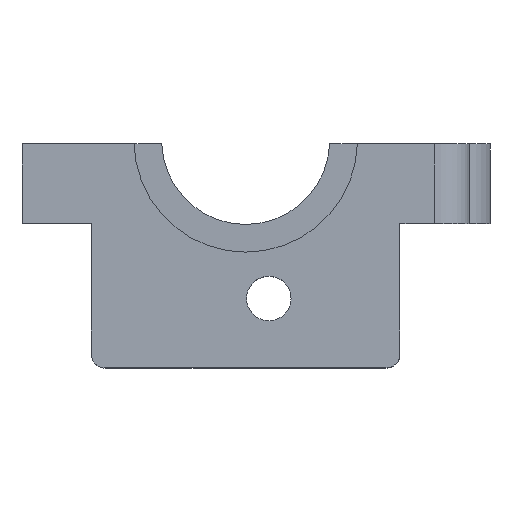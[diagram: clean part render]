
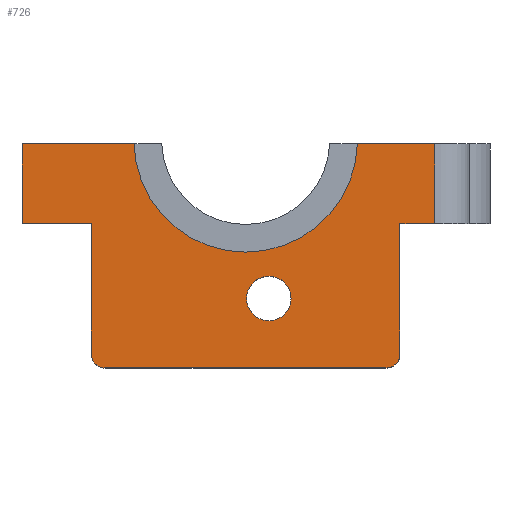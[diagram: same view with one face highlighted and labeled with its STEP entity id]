
A CAD part, top view. The second image highlights one B-rep face of the part: STEP entity #726.
In plain terms, the highlighted planar face has unit normal (0, 0, 1).
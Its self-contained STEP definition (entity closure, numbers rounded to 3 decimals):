
#23=FACE_BOUND('',#99,.T.);
#33=PLANE('',#788);
#59=FACE_OUTER_BOUND('',#98,.T.);
#98=EDGE_LOOP('',(#540,#541,#542,#543,#544,#545,#546,#547,#548,#549,#550,
#551));
#99=EDGE_LOOP('',(#552));
#134=LINE('',#1060,#208);
#139=LINE('',#1072,#213);
#153=LINE('',#1108,#227);
#162=LINE('',#1135,#236);
#163=LINE('',#1137,#237);
#164=LINE('',#1139,#238);
#165=LINE('',#1141,#239);
#166=LINE('',#1145,#240);
#167=LINE('',#1148,#241);
#208=VECTOR('',#846,10.);
#213=VECTOR('',#857,10.);
#227=VECTOR('',#885,10.);
#236=VECTOR('',#908,10.);
#237=VECTOR('',#909,10.);
#238=VECTOR('',#910,10.);
#239=VECTOR('',#911,10.);
#240=VECTOR('',#914,10.);
#241=VECTOR('',#917,10.);
#292=CIRCLE('',#789,8.05);
#293=CIRCLE('',#790,1.);
#294=CIRCLE('',#791,1.);
#295=CIRCLE('',#792,1.6);
#310=VERTEX_POINT('',#1057);
#311=VERTEX_POINT('',#1059);
#315=VERTEX_POINT('',#1071);
#330=VERTEX_POINT('',#1106);
#340=VERTEX_POINT('',#1132);
#341=VERTEX_POINT('',#1134);
#342=VERTEX_POINT('',#1136);
#343=VERTEX_POINT('',#1138);
#344=VERTEX_POINT('',#1140);
#345=VERTEX_POINT('',#1142);
#346=VERTEX_POINT('',#1144);
#347=VERTEX_POINT('',#1146);
#348=VERTEX_POINT('',#1149);
#382=EDGE_CURVE('',#310,#311,#134,.T.);
#388=EDGE_CURVE('',#315,#311,#139,.T.);
#407=EDGE_CURVE('',#330,#310,#153,.T.);
#419=EDGE_CURVE('',#330,#340,#292,.F.);
#420=EDGE_CURVE('',#340,#341,#162,.F.);
#421=EDGE_CURVE('',#341,#342,#163,.T.);
#422=EDGE_CURVE('',#343,#342,#164,.T.);
#423=EDGE_CURVE('',#343,#344,#165,.T.);
#424=EDGE_CURVE('',#345,#344,#293,.T.);
#425=EDGE_CURVE('',#346,#345,#166,.T.);
#426=EDGE_CURVE('',#347,#346,#294,.T.);
#427=EDGE_CURVE('',#347,#315,#167,.T.);
#428=EDGE_CURVE('',#348,#348,#295,.T.);
#540=ORIENTED_EDGE('',*,*,#382,.F.);
#541=ORIENTED_EDGE('',*,*,#407,.F.);
#542=ORIENTED_EDGE('',*,*,#419,.T.);
#543=ORIENTED_EDGE('',*,*,#420,.T.);
#544=ORIENTED_EDGE('',*,*,#421,.T.);
#545=ORIENTED_EDGE('',*,*,#422,.F.);
#546=ORIENTED_EDGE('',*,*,#423,.T.);
#547=ORIENTED_EDGE('',*,*,#424,.F.);
#548=ORIENTED_EDGE('',*,*,#425,.F.);
#549=ORIENTED_EDGE('',*,*,#426,.F.);
#550=ORIENTED_EDGE('',*,*,#427,.T.);
#551=ORIENTED_EDGE('',*,*,#388,.T.);
#552=ORIENTED_EDGE('',*,*,#428,.T.);
#726=ADVANCED_FACE('',(#59,#23),#33,.F.);
#788=AXIS2_PLACEMENT_3D('',#1131,#904,#905);
#789=AXIS2_PLACEMENT_3D('',#1133,#906,#907);
#790=AXIS2_PLACEMENT_3D('',#1143,#912,#913);
#791=AXIS2_PLACEMENT_3D('',#1147,#915,#916);
#792=AXIS2_PLACEMENT_3D('',#1150,#918,#919);
#846=DIRECTION('',(0.,-1.,0.));
#857=DIRECTION('',(1.,0.,0.));
#885=DIRECTION('',(1.,0.,0.));
#904=DIRECTION('center_axis',(0.,0.,
-1.));
#905=DIRECTION('ref_axis',(-1.,0.,0.));
#906=DIRECTION('center_axis',(0.,0.,
1.));
#907=DIRECTION('ref_axis',(0.978,0.208,0.));
#908=DIRECTION('',(1.,0.,0.));
#909=DIRECTION('',(0.,-1.,0.));
#910=DIRECTION('',(-1.,0.,0.));
#911=DIRECTION('',(0.,-1.,0.));
#912=DIRECTION('center_axis',(0.,0.,
-1.));
#913=DIRECTION('ref_axis',(-0.707,-0.707,0.));
#914=DIRECTION('',(-1.,0.,0.));
#915=DIRECTION('center_axis',(0.,0.,
-1.));
#916=DIRECTION('ref_axis',(0.707,-0.707,0.));
#917=DIRECTION('',(0.,1.,0.));
#918=DIRECTION('center_axis',(0.,0.,
-1.));
#919=DIRECTION('ref_axis',(-1.,0.,0.));
#1057=CARTESIAN_POINT('',(13.682,32.25,-11.807));
#1059=CARTESIAN_POINT('',(13.682,26.5,-11.807));
#1060=CARTESIAN_POINT('',(13.682,30.142,-11.807));
#1071=CARTESIAN_POINT('',(11.182,26.5,-11.807));
#1072=CARTESIAN_POINT('',(15.307,26.5,-11.807));
#1106=CARTESIAN_POINT('',(8.128,32.25,-11.807));
#1108=CARTESIAN_POINT('',(11.182,32.25,-11.807));
#1131=CARTESIAN_POINT('Origin',(0.082,32.5,-11.807));
#1132=CARTESIAN_POINT('',(-7.964,32.25,-11.807));
#1133=CARTESIAN_POINT('Origin',(0.082,32.5,-11.807));
#1134=CARTESIAN_POINT('',(-16.018,32.25,-11.807));
#1135=CARTESIAN_POINT('',(-3.918,32.25,-11.807));
#1136=CARTESIAN_POINT('',(-16.018,26.5,-11.807));
#1137=CARTESIAN_POINT('',(-16.018,28.5,-11.807));
#1138=CARTESIAN_POINT('',(-11.018,26.5,-11.807));
#1139=CARTESIAN_POINT('',(-6.026,26.5,-11.807));
#1140=CARTESIAN_POINT('',(-11.018,17.112,-11.807));
#1141=CARTESIAN_POINT('',(-11.018,22.422,-11.807));
#1142=CARTESIAN_POINT('',(-10.018,16.112,-11.807));
#1143=CARTESIAN_POINT('Origin',(-10.018,17.112,-11.807));
#1144=CARTESIAN_POINT('',(10.182,16.112,-11.807));
#1145=CARTESIAN_POINT('',(-10.618,16.112,-11.807));
#1146=CARTESIAN_POINT('',(11.182,17.112,-11.807));
#1147=CARTESIAN_POINT('Origin',(10.182,17.112,-11.807));
#1148=CARTESIAN_POINT('',(11.182,49.827,-11.807));
#1149=CARTESIAN_POINT('',(3.352,21.112,-11.807));
#1150=CARTESIAN_POINT('Origin',(1.752,21.112,-11.807));
